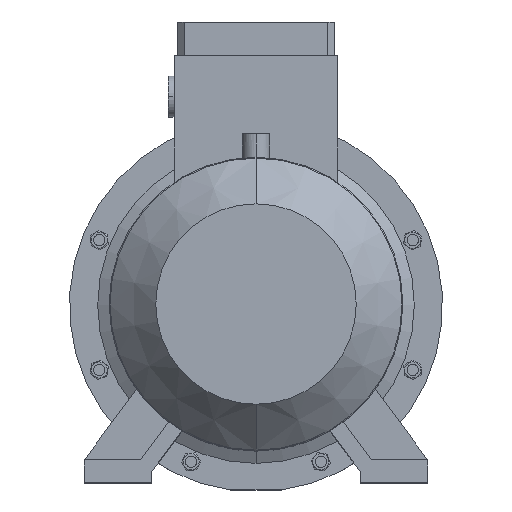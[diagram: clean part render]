
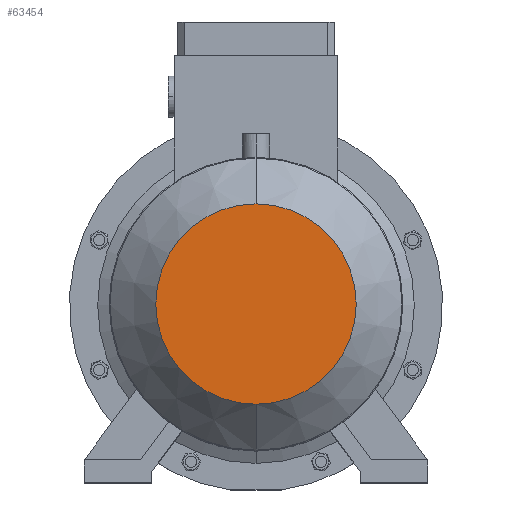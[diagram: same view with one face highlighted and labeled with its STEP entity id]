
A CAD part, top view. The second image highlights one B-rep face of the part: STEP entity #63454.
In plain terms, the highlighted planar face has unit normal (0, 0, 1).
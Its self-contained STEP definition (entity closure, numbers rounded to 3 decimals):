
#2033 = DIRECTION ( 'NONE',  ( 0., 0., -1. ) ) ;
#4260 = EDGE_CURVE ( 'NONE', #70649, #24435, #71996, .T. ) ;
#14202 = AXIS2_PLACEMENT_3D ( 'NONE', #15213, #2033, #57370 ) ;
#15213 = CARTESIAN_POINT ( 'NONE',  ( 0., 0., 1329. ) ) ;
#16445 = CARTESIAN_POINT ( 'NONE',  ( 0., 0., 1329. ) ) ;
#16953 = DIRECTION ( 'NONE',  ( 0., -1., 0. ) ) ;
#17226 = DIRECTION ( 'NONE',  ( 0., 0., 1. ) ) ;
#23205 = DIRECTION ( 'NONE',  ( 0., 1., 0. ) ) ;
#24435 = VERTEX_POINT ( 'NONE', #76072 ) ;
#25538 = EDGE_LOOP ( 'NONE', ( #58690, #57486 ) ) ;
#35508 = DIRECTION ( 'NONE',  ( 0., 0., -1. ) ) ;
#39181 = FACE_OUTER_BOUND ( 'NONE', #25538, .T. ) ;
#42305 = CARTESIAN_POINT ( 'NONE',  ( 0., 0., 1329. ) ) ;
#47947 = CIRCLE ( 'NONE', #59176, 177.187 ) ;
#53928 = EDGE_CURVE ( 'NONE', #24435, #70649, #47947, .T. ) ;
#56714 = CARTESIAN_POINT ( 'NONE',  ( 0., 177.187, 1329. ) ) ;
#57370 = DIRECTION ( 'NONE',  ( 0., 1., 0. ) ) ;
#57486 = ORIENTED_EDGE ( 'NONE', *, *, #53928, .F. ) ;
#58690 = ORIENTED_EDGE ( 'NONE', *, *, #4260, .F. ) ;
#59176 = AXIS2_PLACEMENT_3D ( 'NONE', #42305, #35508, #23205 ) ;
#63454 = ADVANCED_FACE ( 'NONE', ( #39181 ), #72878, .T. ) ;
#70649 = VERTEX_POINT ( 'NONE', #56714 ) ;
#71960 = AXIS2_PLACEMENT_3D ( 'NONE', #16445, #17226, #16953 ) ;
#71996 = CIRCLE ( 'NONE', #14202, 177.187 ) ;
#72878 = PLANE ( 'NONE',  #71960 ) ;
#76072 = CARTESIAN_POINT ( 'NONE',  ( 0., -177.188, 1329. ) ) ;
